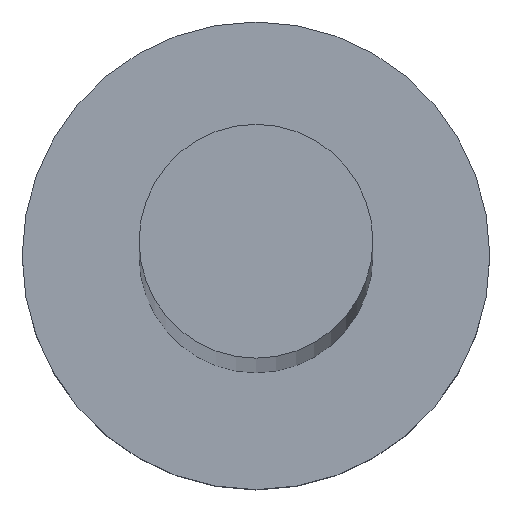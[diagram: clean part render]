
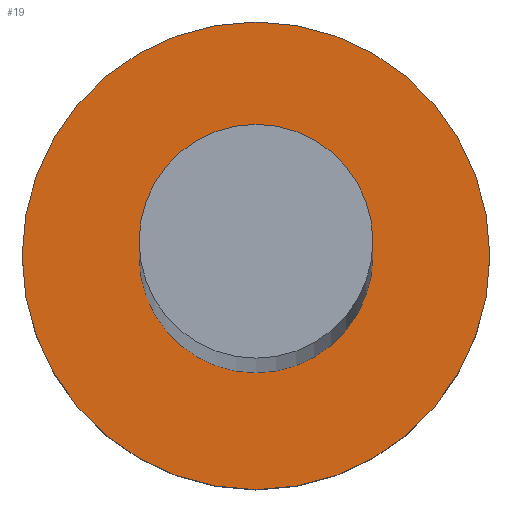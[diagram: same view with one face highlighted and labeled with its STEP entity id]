
A CAD part, top view. The second image highlights one B-rep face of the part: STEP entity #19.
In plain terms, the highlighted planar face has unit normal (0, 0, 1).
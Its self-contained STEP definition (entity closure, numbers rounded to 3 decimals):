
#1 = CARTESIAN_POINT ( 'NONE',  ( 3.5, 0., 3. ) ) ;
#3 = DIRECTION ( 'NONE',  ( 0., 0., 1. ) ) ;
#11 = CIRCLE ( 'NONE', #157, 1.75 ) ;
#14 = EDGE_LOOP ( 'NONE', ( #98, #54 ) ) ;
#15 = EDGE_CURVE ( 'NONE', #131, #136, #150, .T. ) ;
#19 = ADVANCED_FACE ( 'NONE', ( #230, #210 ), #75, .T. ) ;
#23 = CARTESIAN_POINT ( 'NONE',  ( 0., 0., 3. ) ) ;
#39 = CARTESIAN_POINT ( 'NONE',  ( -1.75, 0., 3. ) ) ;
#44 = DIRECTION ( 'NONE',  ( 0., 0., 1. ) ) ;
#54 = ORIENTED_EDGE ( 'NONE', *, *, #134, .F. ) ;
#55 = CARTESIAN_POINT ( 'NONE',  ( 0., 0., 3. ) ) ;
#60 = CARTESIAN_POINT ( 'NONE',  ( 0., 0., 3. ) ) ;
#63 = EDGE_CURVE ( 'NONE', #116, #187, #11, .T. ) ;
#64 = DIRECTION ( 'NONE',  ( 1., 0., 0. ) ) ;
#70 = AXIS2_PLACEMENT_3D ( 'NONE', #83, #164, #64 ) ;
#75 = PLANE ( 'NONE',  #255 ) ;
#76 = AXIS2_PLACEMENT_3D ( 'NONE', #190, #232, #158 ) ;
#83 = CARTESIAN_POINT ( 'NONE',  ( 0., 0., 3. ) ) ;
#98 = ORIENTED_EDGE ( 'NONE', *, *, #63, .F. ) ;
#104 = AXIS2_PLACEMENT_3D ( 'NONE', #60, #44, #216 ) ;
#108 = CIRCLE ( 'NONE', #104, 1.75 ) ;
#116 = VERTEX_POINT ( 'NONE', #39 ) ;
#131 = VERTEX_POINT ( 'NONE', #168 ) ;
#134 = EDGE_CURVE ( 'NONE', #187, #116, #108, .T. ) ;
#136 = VERTEX_POINT ( 'NONE', #1 ) ;
#137 = ORIENTED_EDGE ( 'NONE', *, *, #218, .T. ) ;
#150 = CIRCLE ( 'NONE', #76, 3.5 ) ;
#155 = DIRECTION ( 'NONE',  ( 1., 0., 0. ) ) ;
#157 = AXIS2_PLACEMENT_3D ( 'NONE', #23, #3, #213 ) ;
#158 = DIRECTION ( 'NONE',  ( 1., 0., 0. ) ) ;
#164 = DIRECTION ( 'NONE',  ( 0., 0., 1. ) ) ;
#168 = CARTESIAN_POINT ( 'NONE',  ( -3.5, 0., 3. ) ) ;
#178 = CARTESIAN_POINT ( 'NONE',  ( 1.75, 0., 3. ) ) ;
#187 = VERTEX_POINT ( 'NONE', #178 ) ;
#190 = CARTESIAN_POINT ( 'NONE',  ( 0., 0., 3. ) ) ;
#210 = FACE_OUTER_BOUND ( 'NONE', #249, .T. ) ;
#213 = DIRECTION ( 'NONE',  ( 1., 0., 0. ) ) ;
#216 = DIRECTION ( 'NONE',  ( 1., 0., 0. ) ) ;
#218 = EDGE_CURVE ( 'NONE', #136, #131, #235, .T. ) ;
#228 = ORIENTED_EDGE ( 'NONE', *, *, #15, .T. ) ;
#230 = FACE_BOUND ( 'NONE', #14, .T. ) ;
#232 = DIRECTION ( 'NONE',  ( 0., 0., 1. ) ) ;
#233 = DIRECTION ( 'NONE',  ( 0., 0., 1. ) ) ;
#235 = CIRCLE ( 'NONE', #70, 3.5 ) ;
#249 = EDGE_LOOP ( 'NONE', ( #228, #137 ) ) ;
#255 = AXIS2_PLACEMENT_3D ( 'NONE', #55, #233, #155 ) ;
